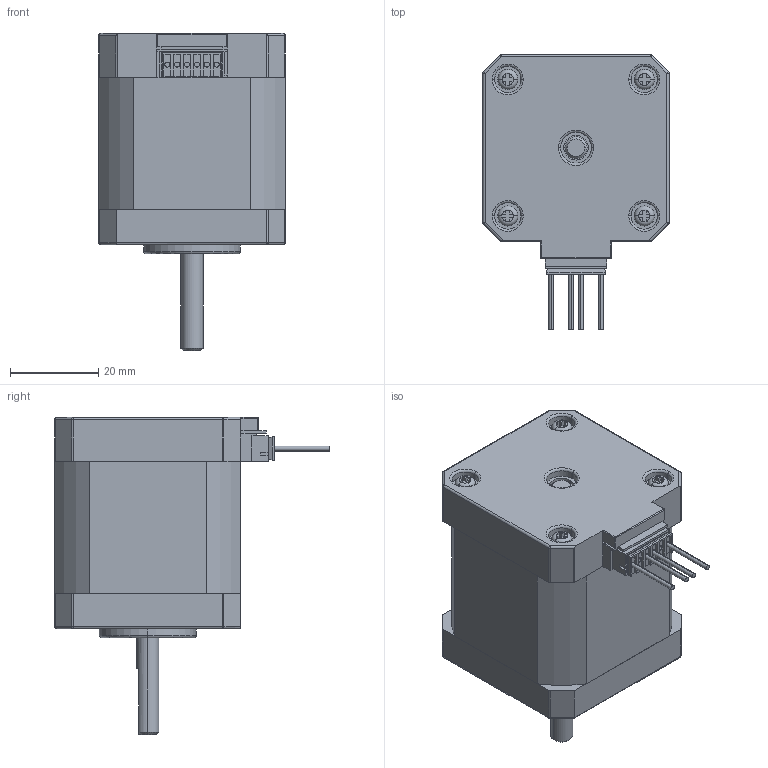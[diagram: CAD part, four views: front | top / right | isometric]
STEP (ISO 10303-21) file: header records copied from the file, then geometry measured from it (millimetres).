
FILE_DESCRIPTION (( 'STEP AP214' ), '1' );
FILE_NAME ('17HE19-2004S.STEP', '2022-09-06T02:57:04', ( '' ), ( '' ), 'SwSTEP 2.0', 'SolidWorks 2016', '' );
FILE_SCHEMA (( 'AUTOMOTIVE_DESIGN' ));
Length unit declared in the file: millimetre
Products named in the file (1): 17HE19-2004S
Bounding box: 42.32 x 62.4 x 72 mm (x, y, z)
Volume: 83860.5 mm3; surface area: 12981.4 mm2
Topology: 1 solids, 1 shells, 383 faces, 961 edges, 592 vertices
Faces by surface type: plane 235, cylinder 97, torus 22, sphere 15, cone 13, bspline 1
Entity records: 13300 total; most frequent: CARTESIAN_POINT 2207, ORIENTED_EDGE 1892, DIRECTION 1889, EDGE_CURVE 946, AXIS2_PLACEMENT_3D 648, VECTOR 593, LINE 593, VERTEX_POINT 592
